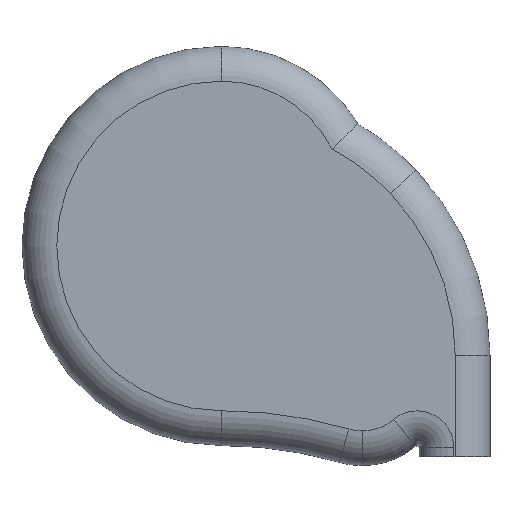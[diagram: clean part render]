
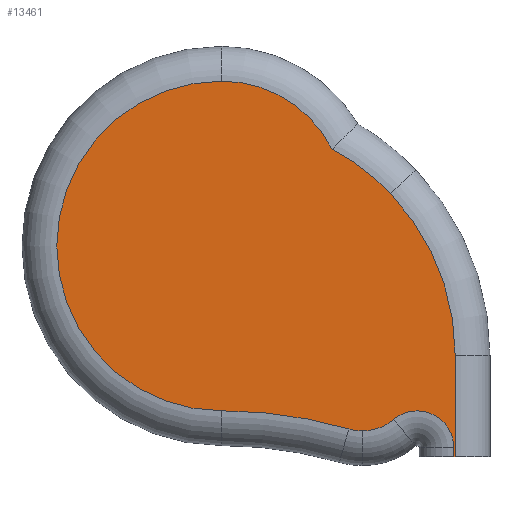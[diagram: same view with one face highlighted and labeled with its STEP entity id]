
A CAD part, left-side view. The second image highlights one B-rep face of the part: STEP entity #13461.
In plain terms, the highlighted planar face has unit normal (-1, 0, 0).
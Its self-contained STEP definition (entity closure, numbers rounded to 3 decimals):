
#73 = CARTESIAN_POINT ( 'NONE',  ( -196.5, 45.998, 206.443 ) ) ;
#187 = DIRECTION ( 'NONE',  ( 1., 0., 0. ) ) ;
#307 = VERTEX_POINT ( 'NONE', #9298 ) ;
#518 = CARTESIAN_POINT ( 'NONE',  ( -196.5, 14.066, 182.137 ) ) ;
#703 = CARTESIAN_POINT ( 'NONE',  ( -196.5, 12.406, 58.861 ) ) ;
#752 = DIRECTION ( 'NONE',  ( 0., 0., 1. ) ) ;
#802 = VERTEX_POINT ( 'NONE', #518 ) ;
#985 = ORIENTED_EDGE ( 'NONE', *, *, #9742, .T. ) ;
#1234 = LINE ( 'NONE', #6732, #4737 ) ;
#1861 = EDGE_CURVE ( 'NONE', #9093, #6273, #3739, .T. ) ;
#2402 = CARTESIAN_POINT ( 'NONE',  ( -196.5, 106.294, 94.098 ) ) ;
#2404 = CIRCLE ( 'NONE', #10362, 20. ) ;
#3534 = EDGE_CURVE ( 'NONE', #13107, #6674, #10531, .T. ) ;
#3700 = DIRECTION ( 'NONE',  ( -1., 0., 0. ) ) ;
#3739 = CIRCLE ( 'NONE', #8069, 248.718 ) ;
#3769 = AXIS2_PLACEMENT_3D ( 'NONE', #2402, #5609, #5539 ) ;
#3939 = VERTEX_POINT ( 'NONE', #703 ) ;
#3998 = DIRECTION ( 'NONE',  ( 0., 1., 0. ) ) ;
#4382 = DIRECTION ( 'NONE',  ( -1., 0., 0. ) ) ;
#4692 = CARTESIAN_POINT ( 'NONE',  ( -196.5, 106.294, -185.117 ) ) ;
#4737 = VECTOR ( 'NONE', #9940, 1000. ) ;
#4781 = EDGE_CURVE ( 'NONE', #13107, #13337, #8207, .T. ) ;
#5285 = ORIENTED_EDGE ( 'NONE', *, *, #6314, .T. ) ;
#5291 = EDGE_CURVE ( 'NONE', #8848, #13972, #7129, .T. ) ;
#5475 = CARTESIAN_POINT ( 'NONE',  ( -196.5, -20.5, 38.499 ) ) ;
#5539 = DIRECTION ( 'NONE',  ( 0., 0., -1. ) ) ;
#5609 = DIRECTION ( 'NONE',  ( -1., 0., 0. ) ) ;
#5678 = CARTESIAN_POINT ( 'NONE',  ( -196.5, 29.414, 52.639 ) ) ;
#6001 = VECTOR ( 'NONE', #3998, 1000. ) ;
#6009 = ORIENTED_EDGE ( 'NONE', *, *, #8405, .T. ) ;
#6043 = CARTESIAN_POINT ( 'NONE',  ( -196.5, -21.25, 0. ) ) ;
#6273 = VERTEX_POINT ( 'NONE', #12258 ) ;
#6314 = EDGE_CURVE ( 'NONE', #13972, #9093, #14120, .T. ) ;
#6674 = VERTEX_POINT ( 'NONE', #8024 ) ;
#6732 = CARTESIAN_POINT ( 'NONE',  ( -196.5, -20.5, 0. ) ) ;
#6775 = DIRECTION ( 'NONE',  ( 1., 0., 0. ) ) ;
#6913 = CARTESIAN_POINT ( 'NONE',  ( -196.5, 106.294, 176.101 ) ) ;
#6997 = DIRECTION ( 'NONE',  ( 0., 0., -1. ) ) ;
#7107 = ORIENTED_EDGE ( 'NONE', *, *, #4781, .F. ) ;
#7129 = CIRCLE ( 'NONE', #8052, 67.5 ) ;
#7318 = CARTESIAN_POINT ( 'NONE',  ( -196.5, 29.414, 78.995 ) ) ;
#7757 = CARTESIAN_POINT ( 'NONE',  ( -196.5, 0., 0. ) ) ;
#7926 = ORIENTED_EDGE ( 'NONE', *, *, #5291, .T. ) ;
#7968 = CARTESIAN_POINT ( 'NONE',  ( -196.5, 106.294, 63.601 ) ) ;
#8002 = CARTESIAN_POINT ( 'NONE',  ( -196.5, 106.403, 93.995 ) ) ;
#8024 = CARTESIAN_POINT ( 'NONE',  ( -196.5, -21.25, 93.995 ) ) ;
#8029 = CARTESIAN_POINT ( 'NONE',  ( -196.5, 106.294, 243.601 ) ) ;
#8052 = AXIS2_PLACEMENT_3D ( 'NONE', #6913, #3700, #13346 ) ;
#8069 = AXIS2_PLACEMENT_3D ( 'NONE', #4692, #8918, #8847 ) ;
#8207 = LINE ( 'NONE', #9565, #6001 ) ;
#8324 = CIRCLE ( 'NONE', #9022, 26.356 ) ;
#8405 = EDGE_CURVE ( 'NONE', #6674, #802, #13403, .T. ) ;
#8436 = EDGE_CURVE ( 'NONE', #307, #13337, #1234, .T. ) ;
#8612 = DIRECTION ( 'NONE',  ( -1., 0., 0. ) ) ;
#8748 = ORIENTED_EDGE ( 'NONE', *, *, #12594, .T. ) ;
#8847 = DIRECTION ( 'NONE',  ( 0., 0., -1. ) ) ;
#8848 = VERTEX_POINT ( 'NONE', #73 ) ;
#8918 = DIRECTION ( 'NONE',  ( 1., 0., 0. ) ) ;
#8920 = DIRECTION ( 'NONE',  ( 0., 0., -1. ) ) ;
#9022 = AXIS2_PLACEMENT_3D ( 'NONE', #7318, #8612, #12966 ) ;
#9093 = VERTEX_POINT ( 'NONE', #7968 ) ;
#9298 = CARTESIAN_POINT ( 'NONE',  ( -196.5, -20.5, 43.583 ) ) ;
#9455 = CIRCLE ( 'NONE', #11278, 26.356 ) ;
#9565 = CARTESIAN_POINT ( 'NONE',  ( -196.5, 0., 38.499 ) ) ;
#9742 = EDGE_CURVE ( 'NONE', #10713, #3939, #9455, .T. ) ;
#9940 = DIRECTION ( 'NONE',  ( 0., 0., -1. ) ) ;
#10013 = CARTESIAN_POINT ( 'NONE',  ( -196.5, 29.414, 78.995 ) ) ;
#10034 = PLANE ( 'NONE',  #12208 ) ;
#10097 = FACE_OUTER_BOUND ( 'NONE', #12883, .T. ) ;
#10362 = AXIS2_PLACEMENT_3D ( 'NONE', #13135, #6775, #8920 ) ;
#10531 = LINE ( 'NONE', #6043, #12386 ) ;
#10640 = ORIENTED_EDGE ( 'NONE', *, *, #11385, .T. ) ;
#10713 = VERTEX_POINT ( 'NONE', #5678 ) ;
#10849 = ORIENTED_EDGE ( 'NONE', *, *, #3534, .T. ) ;
#10880 = ORIENTED_EDGE ( 'NONE', *, *, #8436, .T. ) ;
#10897 = AXIS2_PLACEMENT_3D ( 'NONE', #8002, #12353, #6997 ) ;
#10932 = AXIS2_PLACEMENT_3D ( 'NONE', #13463, #13332, #13396 ) ;
#11278 = AXIS2_PLACEMENT_3D ( 'NONE', #10013, #4382, #12741 ) ;
#11385 = EDGE_CURVE ( 'NONE', #3939, #307, #2404, .T. ) ;
#12113 = DIRECTION ( 'NONE',  ( 0., 0., -1. ) ) ;
#12208 = AXIS2_PLACEMENT_3D ( 'NONE', #7757, #187, #12113 ) ;
#12258 = CARTESIAN_POINT ( 'NONE',  ( -196.5, 36.78, 53.689 ) ) ;
#12353 = DIRECTION ( 'NONE',  ( -1., 0., 0. ) ) ;
#12386 = VECTOR ( 'NONE', #752, 1000. ) ;
#12443 = ORIENTED_EDGE ( 'NONE', *, *, #1861, .T. ) ;
#12594 = EDGE_CURVE ( 'NONE', #6273, #10713, #8324, .T. ) ;
#12741 = DIRECTION ( 'NONE',  ( 0., 0., -1. ) ) ;
#12773 = EDGE_CURVE ( 'NONE', #802, #8848, #14021, .T. ) ;
#12883 = EDGE_LOOP ( 'NONE', ( #7107, #10849, #6009, #12999, #7926, #5285, #12443, #8748, #985, #10640, #10880 ) ) ;
#12966 = DIRECTION ( 'NONE',  ( 0., 0., -1. ) ) ;
#12999 = ORIENTED_EDGE ( 'NONE', *, *, #12773, .T. ) ;
#13107 = VERTEX_POINT ( 'NONE', #13118 ) ;
#13118 = CARTESIAN_POINT ( 'NONE',  ( -196.5, -21.25, 38.499 ) ) ;
#13135 = CARTESIAN_POINT ( 'NONE',  ( -196.5, -0.5, 43.583 ) ) ;
#13332 = DIRECTION ( 'NONE',  ( -1., 0., 0. ) ) ;
#13337 = VERTEX_POINT ( 'NONE', #5475 ) ;
#13346 = DIRECTION ( 'NONE',  ( 0., 0., -1. ) ) ;
#13396 = DIRECTION ( 'NONE',  ( 0., 0., -1. ) ) ;
#13403 = CIRCLE ( 'NONE', #10897, 127.653 ) ;
#13461 = ADVANCED_FACE ( 'NONE', ( #10097 ), #10034, .F. ) ;
#13463 = CARTESIAN_POINT ( 'NONE',  ( -196.5, 106.294, 153.601 ) ) ;
#13972 = VERTEX_POINT ( 'NONE', #8029 ) ;
#14021 = CIRCLE ( 'NONE', #3769, 127.503 ) ;
#14120 = CIRCLE ( 'NONE', #10932, 90. ) ;
